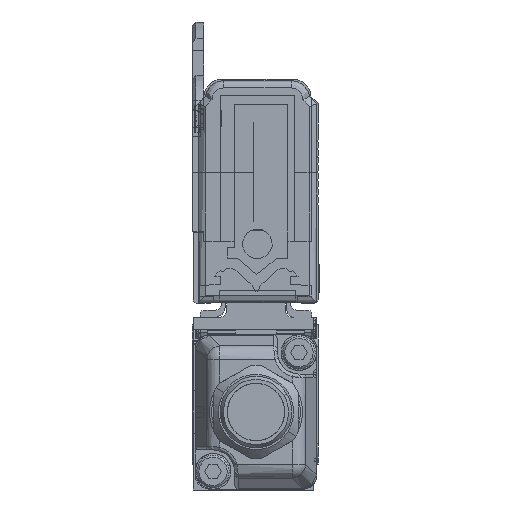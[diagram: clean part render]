
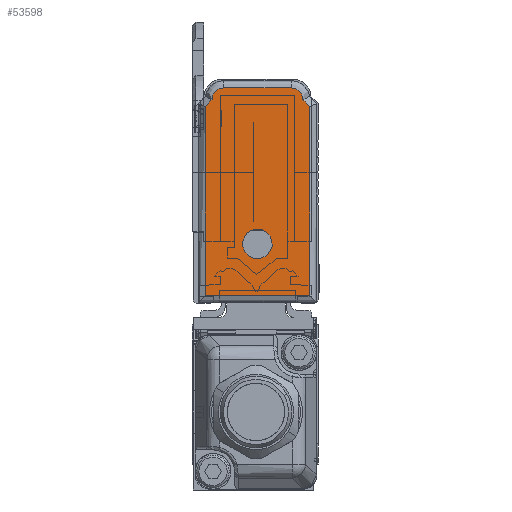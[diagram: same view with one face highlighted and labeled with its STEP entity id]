
A CAD part, front view. The second image highlights one B-rep face of the part: STEP entity #53598.
In plain terms, the highlighted planar face has unit normal (0, -1, 0).
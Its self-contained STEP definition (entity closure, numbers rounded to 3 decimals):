
#53402=AXIS2_PLACEMENT_3D('Circle Axis2P3D',#53400,#53401,$) ;
#53443=AXIS2_PLACEMENT_3D('Circle Axis2P3D',#53441,#53442,$) ;
#53568=AXIS2_PLACEMENT_3D('Plane Axis2P3D',#53565,#53566,#53567) ;
#53582=AXIS2_PLACEMENT_3D('Circle Axis2P3D',#53580,#53581,$) ;
#53591=AXIS2_PLACEMENT_3D('Circle Axis2P3D',#53589,#53590,$) ;
#52650=CARTESIAN_POINT('Vertex',(7.3,0.,18.886)) ;
#52660=CARTESIAN_POINT('Vertex',(6.33,0.,19.855)) ;
#52663=CARTESIAN_POINT('Line Origine',(6.963,0.,19.222)) ;
#52693=CARTESIAN_POINT('Vertex',(7.3,0.,-7.5)) ;
#52696=CARTESIAN_POINT('Line Origine',(7.3,0.,5.39)) ;
#52726=CARTESIAN_POINT('Vertex',(-7.3,0.,-7.5)) ;
#52729=CARTESIAN_POINT('Line Origine',(0.,0.,-7.5)) ;
#52753=CARTESIAN_POINT('Vertex',(-7.3,0.,18.886)) ;
#52756=CARTESIAN_POINT('Line Origine',(-7.3,0.,5.39)) ;
#53397=CARTESIAN_POINT('Vertex',(4.731,0.,21.5)) ;
#53400=CARTESIAN_POINT('Axis2P3D Location',(4.731,0.,19.9)) ;
#53421=CARTESIAN_POINT('Vertex',(-4.731,0.,21.5)) ;
#53424=CARTESIAN_POINT('Line Origine',(0.,0.,21.5)) ;
#53441=CARTESIAN_POINT('Axis2P3D Location',(-4.731,0.,19.9)) ;
#53445=CARTESIAN_POINT('Vertex',(-6.33,0.,19.855)) ;
#53468=CARTESIAN_POINT('Line Origine',(-6.963,0.,19.222)) ;
#53565=CARTESIAN_POINT('Axis2P3D Location',(0.,0.,0.)) ;
#53580=CARTESIAN_POINT('Axis2P3D Location',(0.,0.,-0.3)) ;
#53584=CARTESIAN_POINT('Vertex',(-1.814,0.,0.691)) ;
#53586=CARTESIAN_POINT('Vertex',(1.814,0.,-1.291)) ;
#53589=CARTESIAN_POINT('Axis2P3D Location',(0.,0.,-0.3)) ;
#52664=DIRECTION('Vector Direction',(-0.707,0.,0.707)) ;
#52697=DIRECTION('Vector Direction',(0.,0.,1.)) ;
#52730=DIRECTION('Vector Direction',(1.,0.,0.)) ;
#52757=DIRECTION('Vector Direction',(0.,0.,-1.)) ;
#53401=DIRECTION('Axis2P3D Direction',(0.,1.,-0.)) ;
#53425=DIRECTION('Vector Direction',(-1.,0.,0.)) ;
#53442=DIRECTION('Axis2P3D Direction',(-0.,1.,0.)) ;
#53469=DIRECTION('Vector Direction',(0.707,0.,0.707)) ;
#53566=DIRECTION('Axis2P3D Direction',(0.,1.,0.)) ;
#53567=DIRECTION('Axis2P3D XDirection',(0.,0.,1.)) ;
#53581=DIRECTION('Axis2P3D Direction',(0.,1.,0.)) ;
#53590=DIRECTION('Axis2P3D Direction',(0.,1.,0.)) ;
#52665=VECTOR('Line Direction',#52664,1.) ;
#52698=VECTOR('Line Direction',#52697,1.) ;
#52731=VECTOR('Line Direction',#52730,1.) ;
#52758=VECTOR('Line Direction',#52757,1.) ;
#53426=VECTOR('Line Direction',#53425,1.) ;
#53470=VECTOR('Line Direction',#53469,1.) ;
#53571=ORIENTED_EDGE('',*,*,#52667,.F.) ;
#53572=ORIENTED_EDGE('',*,*,#53404,.F.) ;
#53573=ORIENTED_EDGE('',*,*,#53428,.F.) ;
#53574=ORIENTED_EDGE('',*,*,#53447,.F.) ;
#53575=ORIENTED_EDGE('',*,*,#53472,.F.) ;
#53576=ORIENTED_EDGE('',*,*,#52760,.F.) ;
#53577=ORIENTED_EDGE('',*,*,#52733,.F.) ;
#53578=ORIENTED_EDGE('',*,*,#52700,.F.) ;
#53595=ORIENTED_EDGE('',*,*,#53588,.T.) ;
#53596=ORIENTED_EDGE('',*,*,#53593,.T.) ;
#53597=FACE_BOUND('',#53594,.T.) ;
#53598=ADVANCED_FACE('\X2\FF8EFF9EFF83FF9EFF68FF70\X0\.2',(#53579,#53597),#53569,.F.) ;
#53403=CIRCLE('generated circle',#53402,1.6) ;
#53444=CIRCLE('generated circle',#53443,1.6) ;
#53583=CIRCLE('generated circle',#53582,2.067) ;
#53592=CIRCLE('generated circle',#53591,2.067) ;
#52667=EDGE_CURVE('',#52661,#52651,#52666,.F.) ;
#52700=EDGE_CURVE('',#52651,#52694,#52699,.F.) ;
#52733=EDGE_CURVE('',#52694,#52727,#52732,.F.) ;
#52760=EDGE_CURVE('',#52727,#52754,#52759,.F.) ;
#53404=EDGE_CURVE('',#53398,#52661,#53403,.T.) ;
#53428=EDGE_CURVE('',#53422,#53398,#53427,.F.) ;
#53447=EDGE_CURVE('',#53446,#53422,#53444,.T.) ;
#53472=EDGE_CURVE('',#52754,#53446,#53471,.T.) ;
#53588=EDGE_CURVE('',#53585,#53587,#53583,.T.) ;
#53593=EDGE_CURVE('',#53587,#53585,#53592,.T.) ;
#53570=EDGE_LOOP('',(#53571,#53572,#53573,#53574,#53575,#53576,#53577,#53578)) ;
#53594=EDGE_LOOP('',(#53595,#53596)) ;
#53579=FACE_OUTER_BOUND('',#53570,.T.) ;
#52666=LINE('Line',#52663,#52665) ;
#52699=LINE('Line',#52696,#52698) ;
#52732=LINE('Line',#52729,#52731) ;
#52759=LINE('Line',#52756,#52758) ;
#53427=LINE('Line',#53424,#53426) ;
#53471=LINE('Line',#53468,#53470) ;
#53569=PLANE('Plane',#53568) ;
#52651=VERTEX_POINT('',#52650) ;
#52661=VERTEX_POINT('',#52660) ;
#52694=VERTEX_POINT('',#52693) ;
#52727=VERTEX_POINT('',#52726) ;
#52754=VERTEX_POINT('',#52753) ;
#53398=VERTEX_POINT('',#53397) ;
#53422=VERTEX_POINT('',#53421) ;
#53446=VERTEX_POINT('',#53445) ;
#53585=VERTEX_POINT('',#53584) ;
#53587=VERTEX_POINT('',#53586) ;
